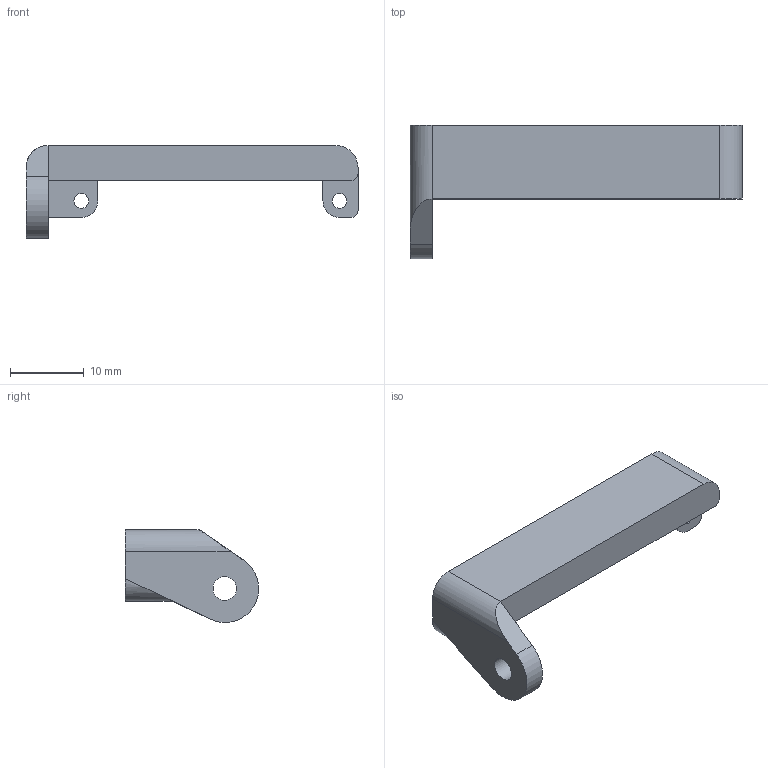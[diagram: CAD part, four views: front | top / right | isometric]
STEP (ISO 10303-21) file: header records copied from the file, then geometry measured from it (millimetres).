
FILE_DESCRIPTION(/* description */ (''),/* implementation_level */ '2;1');
FILE_NAME(/* name */ 'Hermes PCF Bracket.step',/* time_stamp */ '2019-11-28T09:57:42+00:00',/* author */ (''),/* organization */ (''),/* preprocessor_version */ 'ST-DEVELOPER v18',/* originating_system */ 'Autodesk Translation Framework v8.12.0.6',/* authorisation */ '');
FILE_SCHEMA (('AUTOMOTIVE_DESIGN { 1 0 10303 214 3 1 1 }'));
Length unit declared in the file: millimetre
Products named in the file (2): Hermes PCF Bracket; Hermes PCF Bracket_1
Assembly tree (1 placements, depth 2):
  Hermes PCF Bracket
    Hermes PCF Bracket_1
Bounding box: 45 x 18.1 x 12.59 mm (x, y, z)
Volume: 2756 mm3; surface area: 1944.1 mm2
Topology: 1 solids, 1 shells, 26 faces, 68 edges, 44 vertices
Faces by surface type: plane 15, cylinder 11
Full cylindrical faces by diameter (mm): 2 x2, 3.2 x1
Entity records: 883 total; most frequent: DIRECTION 150, CARTESIAN_POINT 142, ORIENTED_EDGE 136, EDGE_CURVE 68, AXIS2_PLACEMENT_3D 52, LINE 46, VECTOR 46, VERTEX_POINT 44
